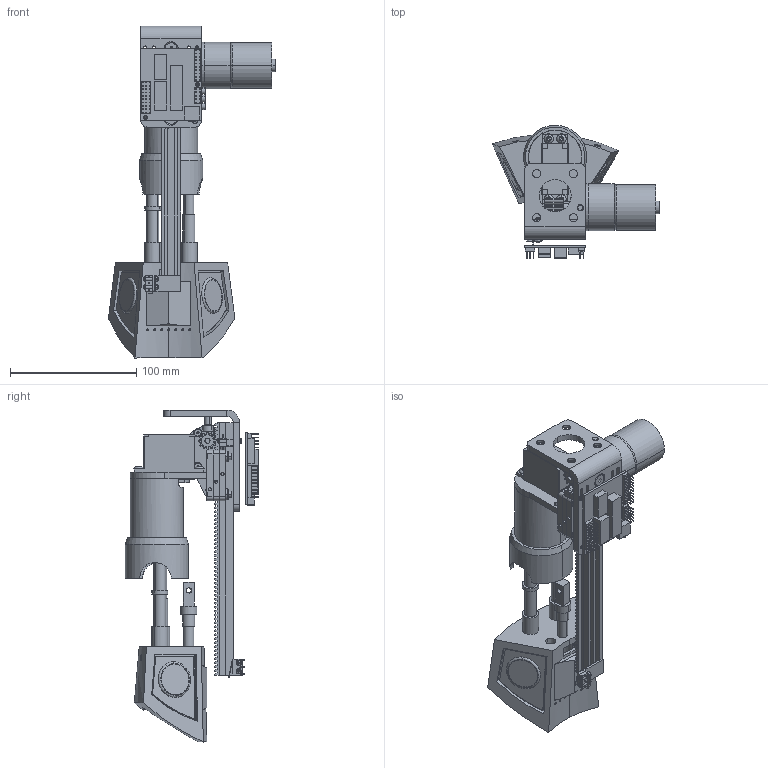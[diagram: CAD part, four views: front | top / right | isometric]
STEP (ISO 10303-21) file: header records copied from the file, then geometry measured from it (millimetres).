
FILE_DESCRIPTION (( 'STEP AP203' ), '1' );
FILE_NAME ('Lift_pericope.STEP', '2014-01-02T15:52:28', ( '' ), ( '' ), 'SwSTEP 2.0', 'SolidWorks 2013', '' );
FILE_SCHEMA (( 'CONFIG_CONTROL_DESIGN' ));
Length unit declared in the file: millimetre
Products named in the file (40): R2-2230; R2-2233; HS-7985MG; board_picaxe_28x; Lift_motor_del1; R2-2226; R2-1302; microswitch_micro; R2-3971; R2-1305_second; R2-2231; R2-1303; R2-3631; socket countersunk head screw_iso_M4 x 30; R2-3624; R2-3127; R2-1304; R2-3632; pan cross head_am_M2x13; R2-3626_MG995; zheng_95a003; R2-1306; plain washer normal grade a_iso_Washer- 2; socket head cap screw_iso_M5x12; 42x25; self-clinching nut_pmm_PEMM5-2; R2-1307; Pan Head Cross Recess Screw_ISO_M2 x 10; Lift_pericope; R2-4023; socket countersunk head screw_am_M5x20insex; R2-1301; hex nut style 1 gradeab_iso_Nut M2; rotation_lift_new billet; socket countersunk head screw_iso_ISO 10642 - M3 x 16 --- 16N; Rack-M1C14L2,3-Ramstrom_fat; socket countersunk head screw_iso_M5 x 12; Gear-M1Z12-Ramstrom_default; socket button head screw_iso_ISO 7380 - M4 x 8 --- 8N; socket head cap screw_iso_M3 x 12 cyl skalle
Assembly tree (68 placements, depth 3):
  Lift_pericope
    R2-2233
    R2-1302
    R2-1303
    R2-1304
    R2-1306
    R2-1307  x2
    R2-1301
    Rack-M1C14L2,3-Ramstrom_fat
    Lift_motor_del1
      R2-2230  x2
      R2-2226
      R2-2231  x2
      R2-3127
      zheng_95a003
      self-clinching nut_pmm_PEMM5-2  x4
      socket countersunk head screw_am_M5x20insex  x4
      socket countersunk head screw_iso_ISO 10642 - M3 x 16 --- 16N  x5
      socket head cap screw_iso_M3 x 12 cyl skalle  x3
    rotation_lift_new billet
      R2-1305_second
      R2-3624
      R2-3626_MG995
      42x25
      R2-4023
    Gear-M1Z12-Ramstrom_default
    HS-7985MG
    microswitch_micro  x2
    R2-3631
    R2-3632
    plain washer normal grade a_iso_Washer- 2  x4
    Pan Head Cross Recess Screw_ISO_M2 x 10  x2
    hex nut style 1 gradeab_iso_Nut M2  x4
    socket countersunk head screw_iso_M5 x 12  x2
    socket button head screw_iso_ISO 7380 - M4 x 8 --- 8N  x4
    board_picaxe_28x
    R2-3971
    socket countersunk head screw_iso_M4 x 30  x2
    pan cross head_am_M2x13  x2
    socket head cap screw_iso_M5x12
Bounding box: 132.33 x 105.61 x 262.92 mm (x, y, z)
Volume: 334488.6 mm3; surface area: 178015.8 mm2
Topology: 67 solids, 68 shells, 3088 faces, 7734 edges, 4931 vertices
Faces by surface type: plane 1907, cylinder 673, cone 252, torus 170, bspline 68, sphere 18
Entity records: 74670 total; most frequent: CARTESIAN_POINT 17338, ORIENTED_EDGE 10922, DIRECTION 10519, EDGE_CURVE 5461, VERTEX_POINT 3555, AXIS2_PLACEMENT_3D 3511, VECTOR 3497, LINE 3497
